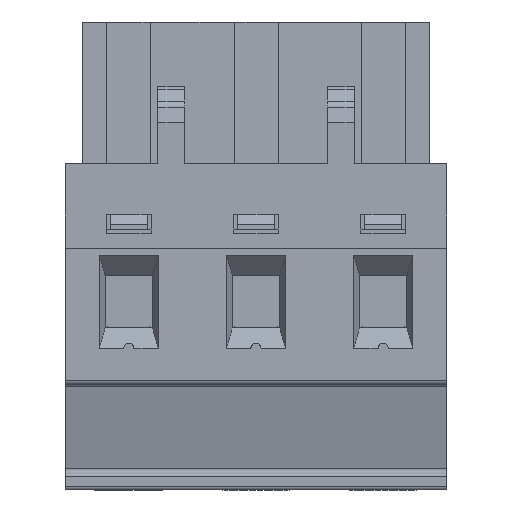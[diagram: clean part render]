
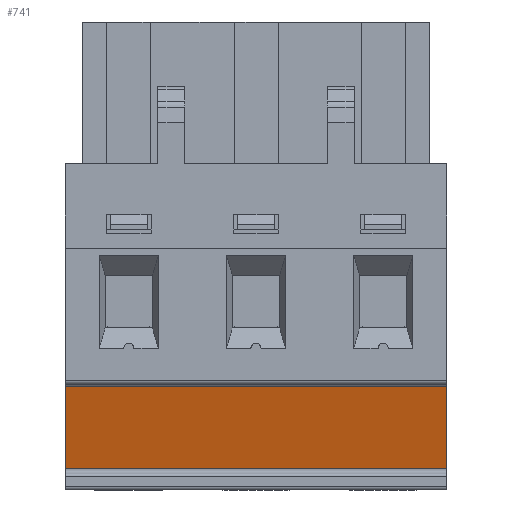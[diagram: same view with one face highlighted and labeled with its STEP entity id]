
A CAD part, left-side view. The second image highlights one B-rep face of the part: STEP entity #741.
In plain terms, the highlighted planar face has unit normal (-0.966, 0, -0.259).
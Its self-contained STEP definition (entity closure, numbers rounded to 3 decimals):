
#741 = ADVANCED_FACE( '', ( #1631 ), #1632, .F. );
#1631 = FACE_OUTER_BOUND( '', #2660, .T. );
#1632 = PLANE( '', #2661 );
#2660 = EDGE_LOOP( '', ( #4985, #4986, #4987, #4988 ) );
#2661 = AXIS2_PLACEMENT_3D( '', #4989, #4990, #4991 );
#4985 = ORIENTED_EDGE( '', *, *, #6945, .F. );
#4986 = ORIENTED_EDGE( '', *, *, #7143, .T. );
#4987 = ORIENTED_EDGE( '', *, *, #6373, .F. );
#4988 = ORIENTED_EDGE( '', *, *, #6438, .T. );
#4989 = CARTESIAN_POINT( '', ( -473.01, -988.662, -8.355 ) );
#4990 = DIRECTION( '', ( 0.966, 0., 0.259 ) );
#4991 = DIRECTION( '', ( 0., -1., 0. ) );
#6373 = EDGE_CURVE( '', #7755, #7756, #7757, .F. );
#6438 = EDGE_CURVE( '', #7755, #7865, #7867, .T. );
#6945 = EDGE_CURVE( '', #8679, #7865, #8681, .T. );
#7143 = EDGE_CURVE( '', #8679, #7756, #8955, .T. );
#7755 = VERTEX_POINT( '', #9731 );
#7756 = VERTEX_POINT( '', #9732 );
#7757 = LINE( '', #9733, #9734 );
#7865 = VERTEX_POINT( '', #9888 );
#7867 = LINE( '', #9890, #9891 );
#8679 = VERTEX_POINT( '', #11123 );
#8681 = LINE( '', #11125, #11126 );
#8955 = LINE( '', #11532, #11533 );
#9731 = CARTESIAN_POINT( '', ( -473.343, -989.676, -7.113 ) );
#9732 = CARTESIAN_POINT( '', ( -473.343, -967.176, -7.113 ) );
#9733 = CARTESIAN_POINT( '', ( -473.343, -988.662, -7.113 ) );
#9734 = VECTOR( '', #12197, 1000. );
#9888 = CARTESIAN_POINT( '', ( -474.64, -989.676, -2.274 ) );
#9890 = CARTESIAN_POINT( '', ( -476.657, -989.676, 5.254 ) );
#9891 = VECTOR( '', #12265, 1000. );
#11123 = CARTESIAN_POINT( '', ( -474.64, -967.176, -2.274 ) );
#11125 = CARTESIAN_POINT( '', ( -474.64, -988.662, -2.274 ) );
#11126 = VECTOR( '', #12755, 1000. );
#11532 = CARTESIAN_POINT( '', ( -476.657, -967.176, 5.254 ) );
#11533 = VECTOR( '', #12939, 1000. );
#12197 = DIRECTION( '', ( 0., -1., 0. ) );
#12265 = DIRECTION( '', ( -0.259, 0., 0.966 ) );
#12755 = DIRECTION( '', ( 0., -1., 0. ) );
#12939 = DIRECTION( '', ( 0.259, 0., -0.966 ) );
